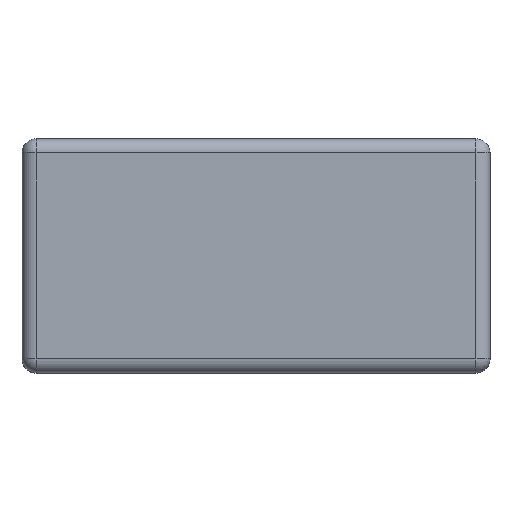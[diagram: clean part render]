
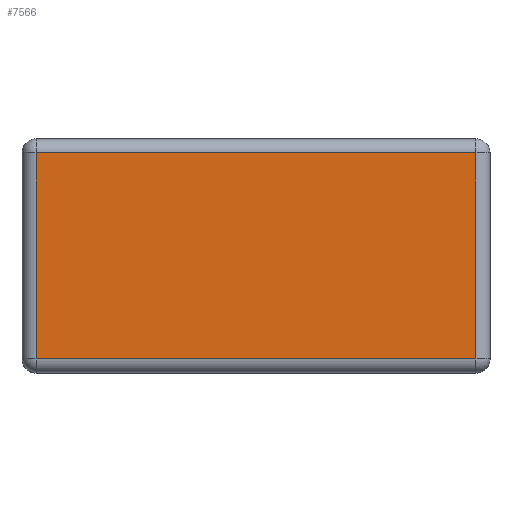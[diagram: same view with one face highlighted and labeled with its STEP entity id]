
A CAD part, top view. The second image highlights one B-rep face of the part: STEP entity #7566.
In plain terms, the highlighted face is planar.
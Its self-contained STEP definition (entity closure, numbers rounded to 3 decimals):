
#7306=CARTESIAN_POINT('',(-47.0,-22.,-28.));
#7307=VERTEX_POINT('',#7306);
#7315=CARTESIAN_POINT('',(47.,-22.,-28.));
#7316=VERTEX_POINT('',#7315);
#7317=CARTESIAN_POINT('',(-47.0,-22.,-28.));
#7318=DIRECTION('',(1.0,0.0,0.0));
#7319=VECTOR('',#7318,94.0);
#7320=LINE('',#7317,#7319);
#7321=EDGE_CURVE('',#7307,#7316,#7320,.T.);
#7353=CARTESIAN_POINT('',(47.0,22.,-28.));
#7354=VERTEX_POINT('',#7353);
#7355=CARTESIAN_POINT('',(47.0,-22.,-28.));
#7356=DIRECTION('',(0.0,1.0,0.0));
#7357=VECTOR('',#7356,44.);
#7358=LINE('',#7355,#7357);
#7359=EDGE_CURVE('',#7316,#7354,#7358,.T.);
#7403=CARTESIAN_POINT('',(-47.,22.,-28.));
#7404=VERTEX_POINT('',#7403);
#7405=CARTESIAN_POINT('',(47.0,22.,-28.));
#7406=DIRECTION('',(-1.0,0.0,0.0));
#7407=VECTOR('',#7406,94.0);
#7408=LINE('',#7405,#7407);
#7409=EDGE_CURVE('',#7354,#7404,#7408,.T.);
#7458=CARTESIAN_POINT('',(-47.0,22.,-28.));
#7459=DIRECTION('',(0.0,-1.0,0.0));
#7460=VECTOR('',#7459,44.);
#7461=LINE('',#7458,#7460);
#7462=EDGE_CURVE('',#7404,#7307,#7461,.T.);
#7555=CARTESIAN_POINT('',(0.,0.,-28.));
#7556=DIRECTION('',(0.0,0.0,1.0));
#7557=DIRECTION('',(1.0,0.0,0.0));
#7558=AXIS2_PLACEMENT_3D('',#7555,#7556,#7557);
#7559=PLANE('',#7558);
#7560=ORIENTED_EDGE('',*,*,#7321,.F.);
#7561=ORIENTED_EDGE('',*,*,#7462,.F.);
#7562=ORIENTED_EDGE('',*,*,#7409,.F.);
#7563=ORIENTED_EDGE('',*,*,#7359,.F.);
#7564=EDGE_LOOP('',(#7560,#7561,#7562,#7563));
#7565=FACE_OUTER_BOUND('',#7564,.T.);
#7566=ADVANCED_FACE('',(#7565),#7559,.F.);
